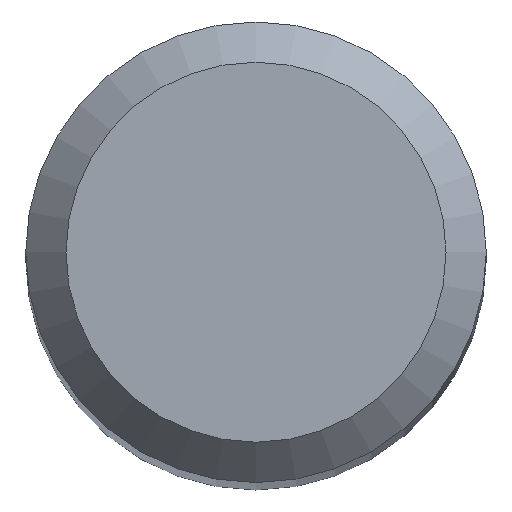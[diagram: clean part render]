
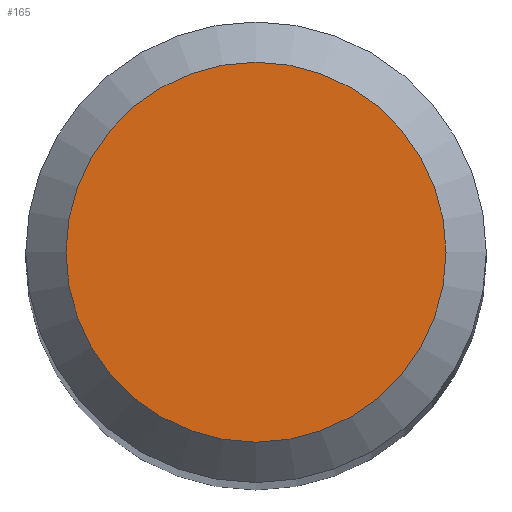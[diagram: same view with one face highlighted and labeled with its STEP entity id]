
A CAD part, top view. The second image highlights one B-rep face of the part: STEP entity #165.
In plain terms, the highlighted planar face has unit normal (0, 0, 1).
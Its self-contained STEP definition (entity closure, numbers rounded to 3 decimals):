
#7 = DIRECTION ( 'NONE',  ( 0., 1., 0. ) ) ;
#12 = AXIS2_PLACEMENT_3D ( 'NONE', #145, #146, #7 ) ;
#48 = ORIENTED_EDGE ( 'NONE', *, *, #59, .F. ) ;
#54 = FACE_OUTER_BOUND ( 'NONE', #195, .T. ) ;
#59 = EDGE_CURVE ( 'NONE', #90, #90, #112, .T. ) ;
#90 = VERTEX_POINT ( 'NONE', #158 ) ;
#112 = CIRCLE ( 'NONE', #12, 1.65 ) ;
#123 = DIRECTION ( 'NONE',  ( 0., 0., -1. ) ) ;
#145 = CARTESIAN_POINT ( 'NONE',  ( 0., 0., 50. ) ) ;
#146 = DIRECTION ( 'NONE',  ( 0., 0., -1. ) ) ;
#151 = PLANE ( 'NONE',  #205 ) ;
#155 = CARTESIAN_POINT ( 'NONE',  ( 0., 0., 50. ) ) ;
#158 = CARTESIAN_POINT ( 'NONE',  ( 0., 1.65, 50. ) ) ;
#165 = ADVANCED_FACE ( 'NONE', ( #54 ), #151, .F. ) ;
#174 = DIRECTION ( 'NONE',  ( 0., 1., 0. ) ) ;
#195 = EDGE_LOOP ( 'NONE', ( #48 ) ) ;
#205 = AXIS2_PLACEMENT_3D ( 'NONE', #155, #123, #174 ) ;
